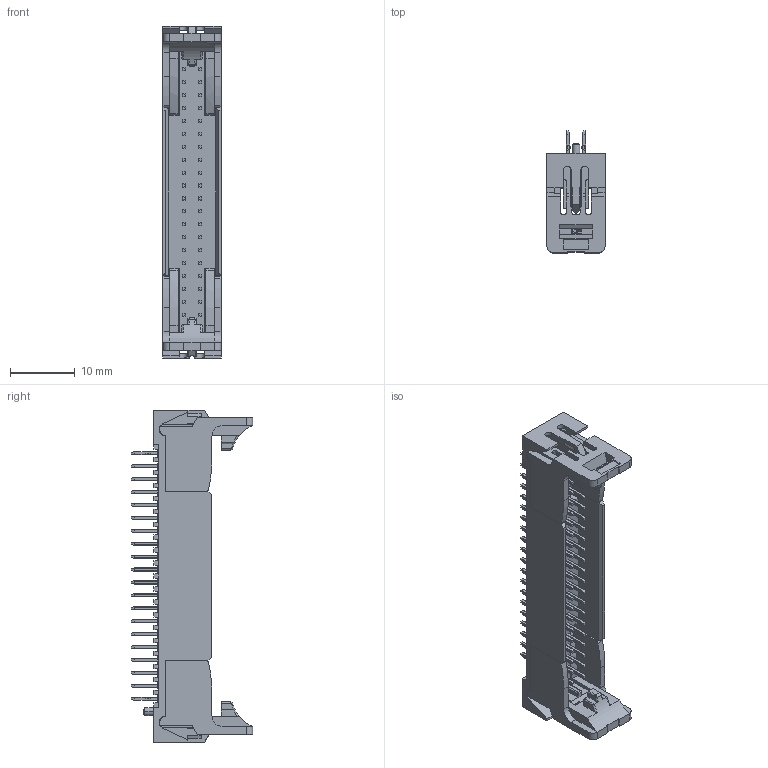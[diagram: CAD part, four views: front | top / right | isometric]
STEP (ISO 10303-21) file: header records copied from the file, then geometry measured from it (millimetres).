
FILE_DESCRIPTION( ('This file contains a STEP AP42 implementation' ,'as created by ZW3D STEP Interface translator.') ,'2;1' );
FILE_NAME( 'WF2015-2WS20GT2.stp' ,'24 527.142216', (''), ('ZWCAD Software Co.'), 'Version 1.0', 'ZW3D to STEP translator', '' );
FILE_SCHEMA(('AUTOMOTIVE_DESIGN { 1 0 10303 214 1 1 1 1 }'));
Length unit declared in the file: millimetre
Products named in the file (2): 0; WF2015-2WS20GT2
Bounding box: 9 x 18.85 x 51.4 mm (x, y, z)
Volume: 2231.3 mm3; surface area: 4648 mm2
Topology: 3 solids, 3 shells, 1992 faces, 5509 edges, 3611 vertices
Faces by surface type: plane 1468, cylinder 456, torus 56, sphere 6, bspline 4, cone 2
Entity records: 65832 total; most frequent: CARTESIAN_POINT 12335, ORIENTED_EDGE 11018, DIRECTION 10171, EDGE_CURVE 5509, VECTOR 4143, LINE 4143, VERTEX_POINT 3611, AXIS2_PLACEMENT_3D 3014
